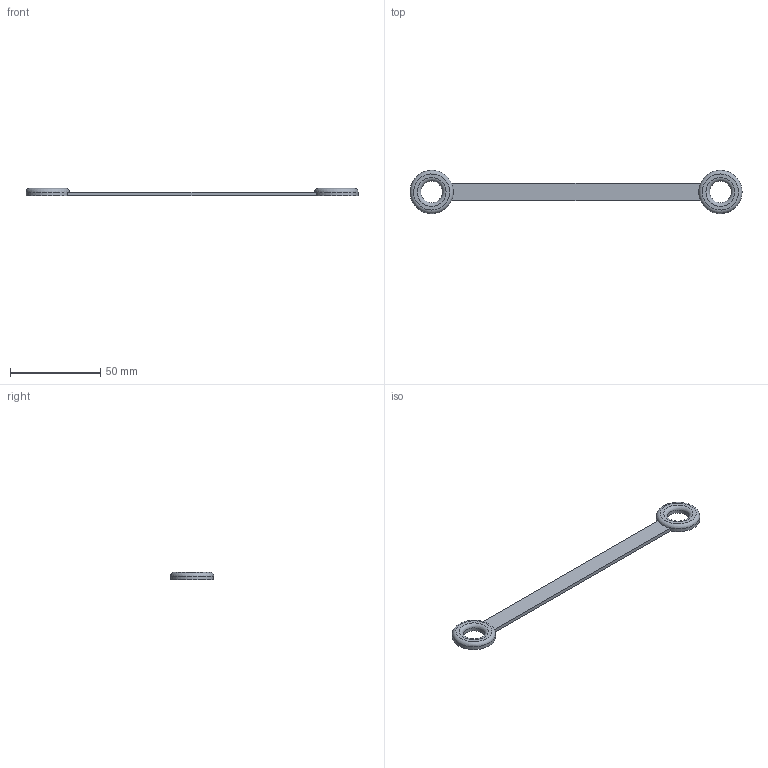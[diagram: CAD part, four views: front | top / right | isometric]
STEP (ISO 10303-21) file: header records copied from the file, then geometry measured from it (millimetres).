
FILE_DESCRIPTION(/* description */ ('LPB STRAP'),/* implementation_level */ '2;1');
FILE_NAME(/* name */ 'LPB STRAP.stp',/* time_stamp */ '2014-11-14T13:17:07+01:00',/* author */ ('sh'),/* organization */ (''),/* preprocessor_version */ 'ST-DEVELOPER v15.2',/* originating_system */ 'Autodesk Inventor 2014',/* authorisation */ '');
FILE_SCHEMA (('AUTOMOTIVE_DESIGN { 1 0 10303 214 3 1 1 }'));
Length unit declared in the file: millimetre
Products named in the file (1): LPB STRAP
Bounding box: 184 x 23.99 x 4 mm (x, y, z)
Volume: 5116.4 mm3; surface area: 5176.8 mm2
Topology: 1 solids, 1 shells, 14 faces, 30 edges, 18 vertices
Faces by surface type: plane 6, cylinder 4, torus 4
Full cylindrical faces by diameter (mm): 12 x2
Entity records: 361 total; most frequent: DIRECTION 66, CARTESIAN_POINT 53, ORIENTED_EDGE 44, AXIS2_PLACEMENT_3D 29, EDGE_LOOP 24, EDGE_CURVE 22, VERTEX_POINT 16, CIRCLE 14
